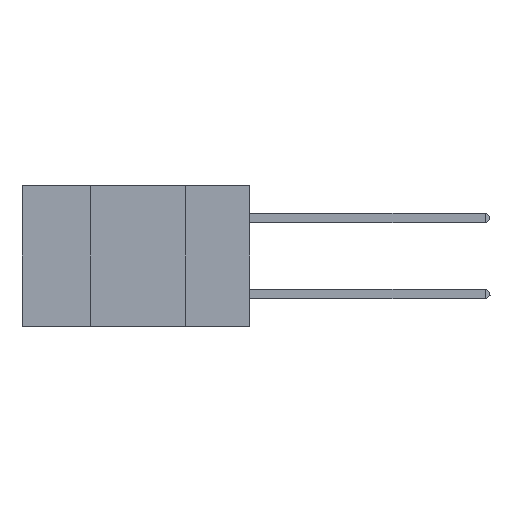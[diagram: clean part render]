
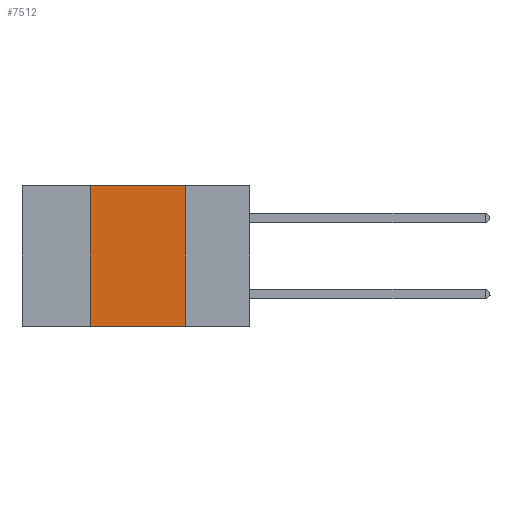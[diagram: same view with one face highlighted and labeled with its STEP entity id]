
A CAD part, left-side view. The second image highlights one B-rep face of the part: STEP entity #7512.
In plain terms, the highlighted planar face has unit normal (-1, 0, 0).
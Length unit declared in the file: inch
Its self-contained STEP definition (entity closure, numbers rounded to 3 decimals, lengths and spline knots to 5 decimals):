
#873 = PLANE ( 'NONE',  #19878 ) ;
#2393 = DIRECTION ( 'NONE',  ( 0., 0., -1. ) ) ;
#2820 = CARTESIAN_POINT ( 'NONE',  ( 0., 0.42, 0. ) ) ;
#3204 = EDGE_CURVE ( 'NONE', #17165, #15698, #4352, .T. ) ;
#3233 = VECTOR ( 'NONE', #6169, 39.37008 ) ;
#3801 = CARTESIAN_POINT ( 'NONE',  ( 0., 0.17, -0.37 ) ) ;
#4135 = CARTESIAN_POINT ( 'NONE',  ( 0., 0.42, 0. ) ) ;
#4352 = LINE ( 'NONE', #4447, #18008 ) ;
#4447 = CARTESIAN_POINT ( 'NONE',  ( 0., 0.17, 0. ) ) ;
#5632 = ORIENTED_EDGE ( 'NONE', *, *, #3204, .F. ) ;
#6169 = DIRECTION ( 'NONE',  ( 0., 0., 1. ) ) ;
#6814 = EDGE_LOOP ( 'NONE', ( #5632, #13240, #9919, #9446 ) ) ;
#7512 = ADVANCED_FACE ( 'NONE', ( #13601 ), #873, .F. ) ;
#7945 = EDGE_CURVE ( 'NONE', #21135, #17165, #8451, .T. ) ;
#8025 = DIRECTION ( 'NONE',  ( 0., 0., -1. ) ) ;
#8451 = LINE ( 'NONE', #21168, #13856 ) ;
#8714 = CARTESIAN_POINT ( 'NONE',  ( 0., 0.6, -0.37 ) ) ;
#9396 = CARTESIAN_POINT ( 'NONE',  ( 0., 0.42, -0.37 ) ) ;
#9446 = ORIENTED_EDGE ( 'NONE', *, *, #19084, .T. ) ;
#9919 = ORIENTED_EDGE ( 'NONE', *, *, #14295, .F. ) ;
#10126 = VECTOR ( 'NONE', #10213, 39.37008 ) ;
#10213 = DIRECTION ( 'NONE',  ( 0., -1., 0. ) ) ;
#11015 = LINE ( 'NONE', #2820, #3233 ) ;
#12146 = DIRECTION ( 'NONE',  ( 1., 0., 0. ) ) ;
#12483 = VERTEX_POINT ( 'NONE', #9396 ) ;
#13240 = ORIENTED_EDGE ( 'NONE', *, *, #7945, .F. ) ;
#13601 = FACE_OUTER_BOUND ( 'NONE', #6814, .T. ) ;
#13856 = VECTOR ( 'NONE', #16323, 39.37008 ) ;
#14295 = EDGE_CURVE ( 'NONE', #12483, #21135, #11015, .T. ) ;
#15649 = CARTESIAN_POINT ( 'NONE',  ( 0., 0.17, 0. ) ) ;
#15698 = VERTEX_POINT ( 'NONE', #3801 ) ;
#16323 = DIRECTION ( 'NONE',  ( 0., -1., 0. ) ) ;
#17165 = VERTEX_POINT ( 'NONE', #15649 ) ;
#18008 = VECTOR ( 'NONE', #8025, 39.37008 ) ;
#18866 = LINE ( 'NONE', #8714, #10126 ) ;
#18888 = CARTESIAN_POINT ( 'NONE',  ( 0., 0.6, 0. ) ) ;
#19084 = EDGE_CURVE ( 'NONE', #12483, #15698, #18866, .T. ) ;
#19878 = AXIS2_PLACEMENT_3D ( 'NONE', #18888, #12146, #2393 ) ;
#21135 = VERTEX_POINT ( 'NONE', #4135 ) ;
#21168 = CARTESIAN_POINT ( 'NONE',  ( 0., 0.6, 0. ) ) ;
